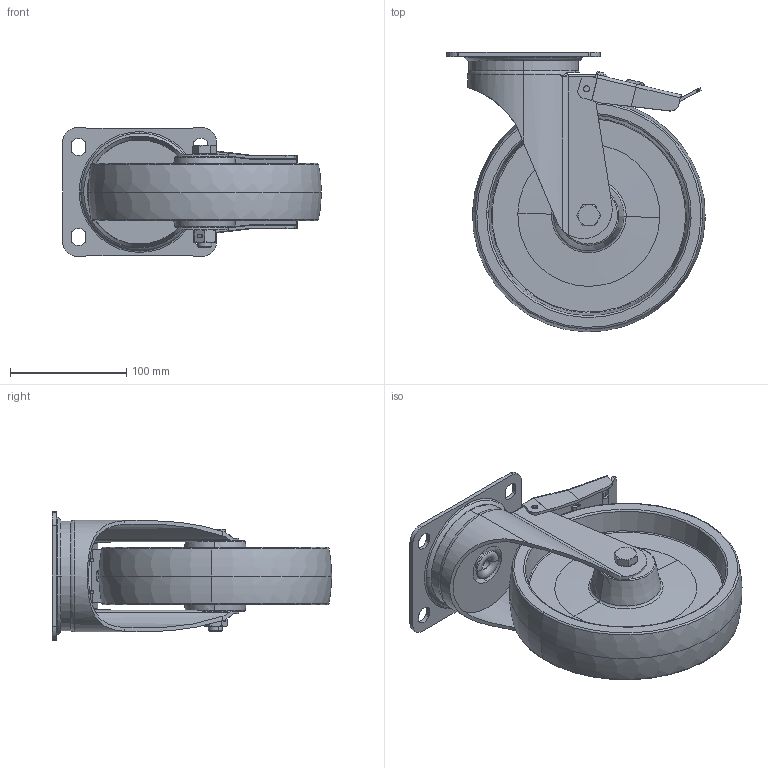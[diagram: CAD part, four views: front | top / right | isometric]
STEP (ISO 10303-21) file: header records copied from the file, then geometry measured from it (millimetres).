
FILE_DESCRIPTION (( 'STEP AP214' ), '1' );
FILE_NAME ('0030253_L-IT-HDK-200-G-3-DSN.STEP', '2017-03-06T09:51:46', ( '' ), ( '' ), 'SwSTEP 2.0', 'SolidWorks 2016', '' );
FILE_SCHEMA (( 'AUTOMOTIVE_DESIGN' ));
Length unit declared in the file: millimetre
Products named in the file (1): 0030253_L-IT-HDK-200-G-3-DSN
Bounding box: 221.95 x 239.95 x 110 mm (x, y, z)
Surface area: 234257.9 mm2 (no closed solid volume)
Topology: 0 solids, 12 shells, 489 faces, 1777 edges, 1234 vertices
Faces by surface type: plane 239, cylinder 124, torus 58, cone 52, bspline 14, sphere 2
Entity records: 25656 total; most frequent: CARTESIAN_POINT 5456, DIRECTION 2982, ORIENTED_EDGE 2920, EDGE_CURVE 1770, VERTEX_POINT 1233, LINE 1212, VECTOR 1212, AXIS2_PLACEMENT_3D 885
